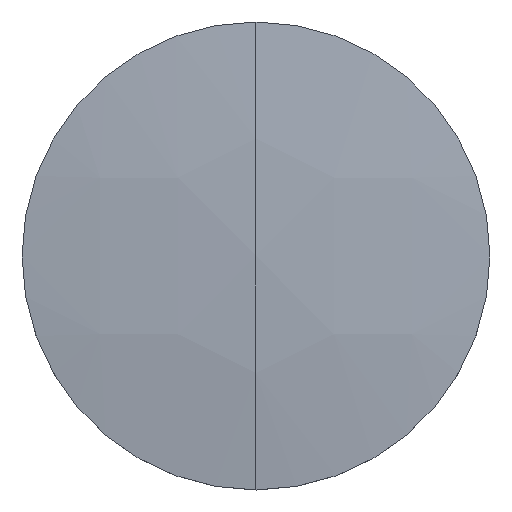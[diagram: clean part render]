
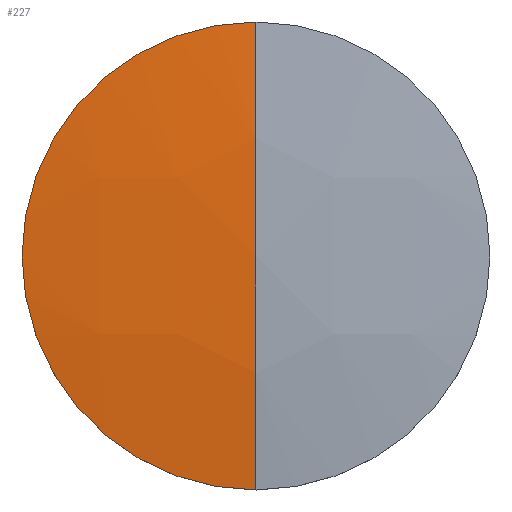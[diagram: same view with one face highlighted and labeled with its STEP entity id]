
A CAD part, top view. The second image highlights one B-rep face of the part: STEP entity #227.
In plain terms, the highlighted free-form (B-spline) face has degree [3, 3] with [4, 4] control points.
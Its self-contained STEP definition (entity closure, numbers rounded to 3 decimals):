
#6 = DIRECTION ( 'NONE',  ( 0., -1., 0. ) ) ;
#10 = CARTESIAN_POINT ( 'NONE',  ( 0., 19.277, 3.795 ) ) ;
#11 = CARTESIAN_POINT ( 'NONE',  ( 0., 6.459, 5.404 ) ) ;
#13 = CARTESIAN_POINT ( 'NONE',  ( 0., 19.05, 3.823 ) ) ;
#15 = CARTESIAN_POINT ( 'NONE',  ( -12.838, 6.459, 5.005 ) ) ;
#19 = AXIS2_PLACEMENT_3D ( 'NONE', #124, #46, #79 ) ;
#23 = CIRCLE ( 'NONE', #233, 154.8 ) ;
#29 = CARTESIAN_POINT ( 'NONE',  ( 0., 0., -149.8 ) ) ;
#34 = ORIENTED_EDGE ( 'NONE', *, *, #152, .F. ) ;
#46 = DIRECTION ( 'NONE',  ( 0., 0., -1. ) ) ;
#52 = EDGE_LOOP ( 'NONE', ( #34, #107, #231 ) ) ;
#69 =( BOUNDED_SURFACE ( )  B_SPLINE_SURFACE ( 3, 3, ( 
 ( #178, #247, #131, #284 ),
 ( #243, #268, #153, #174 ),
 ( #11, #224, #15, #87 ),
 ( #10, #132, #138, #286 ) ),
 .UNSPECIFIED., .F., .F., .F. ) 
 B_SPLINE_SURFACE_WITH_KNOTS ( ( 4, 4 ),
 ( 4, 4 ),
 ( 0., 1. ),
 ( 0., 1. ),
 .UNSPECIFIED. ) 
 GEOMETRIC_REPRESENTATION_ITEM ( )  RATIONAL_B_SPLINE_SURFACE ( (
 ( 1., 0.999, 0.999, 1.),
 ( 0.995, 0.994, 0.994, 0.995),
 ( 0.995, 0.994, 0.994, 0.995),
 ( 1., 0.999, 0.999, 1.) ) ) 
 REPRESENTATION_ITEM ( '' )  SURFACE ( )  );
#74 = EDGE_CURVE ( 'NONE', #223, #274, #254, .T. ) ;
#79 = DIRECTION ( 'NONE',  ( 1., 0., 0. ) ) ;
#80 = DIRECTION ( 'NONE',  ( 1., 0., 0. ) ) ;
#87 = CARTESIAN_POINT ( 'NONE',  ( -19.214, 6.459, 4.21 ) ) ;
#91 = CARTESIAN_POINT ( 'NONE',  ( 0., -19.05, 3.823 ) ) ;
#106 = DIRECTION ( 'NONE',  ( 0., 0., -1. ) ) ;
#107 = ORIENTED_EDGE ( 'NONE', *, *, #119, .T. ) ;
#119 = EDGE_CURVE ( 'NONE', #211, #274, #23, .T. ) ;
#124 = CARTESIAN_POINT ( 'NONE',  ( 0., 0., 3.823 ) ) ;
#128 = DIRECTION ( 'NONE',  ( -1., 0., 0. ) ) ;
#131 = CARTESIAN_POINT ( 'NONE',  ( -12.705, -19.277, 3.401 ) ) ;
#132 = CARTESIAN_POINT ( 'NONE',  ( -6.359, 19.277, 3.795 ) ) ;
#137 = CARTESIAN_POINT ( 'NONE',  ( -19.05, 0., 3.823 ) ) ;
#138 = CARTESIAN_POINT ( 'NONE',  ( -12.705, 19.277, 3.401 ) ) ;
#152 = EDGE_CURVE ( 'NONE', #211, #223, #294, .T. ) ;
#153 = CARTESIAN_POINT ( 'NONE',  ( -12.838, -6.459, 5.005 ) ) ;
#155 = FACE_OUTER_BOUND ( 'NONE', #52, .T. ) ;
#169 = CARTESIAN_POINT ( 'NONE',  ( 0., 0., 3.823 ) ) ;
#174 = CARTESIAN_POINT ( 'NONE',  ( -19.214, -6.459, 4.21 ) ) ;
#177 = AXIS2_PLACEMENT_3D ( 'NONE', #169, #106, #80 ) ;
#178 = CARTESIAN_POINT ( 'NONE',  ( 0., -19.277, 3.795 ) ) ;
#211 = VERTEX_POINT ( 'NONE', #91 ) ;
#223 = VERTEX_POINT ( 'NONE', #137 ) ;
#224 = CARTESIAN_POINT ( 'NONE',  ( -6.425, 6.459, 5.404 ) ) ;
#227 = ADVANCED_FACE ( 'NONE', ( #155 ), #69, .T. ) ;
#231 = ORIENTED_EDGE ( 'NONE', *, *, #74, .F. ) ;
#233 = AXIS2_PLACEMENT_3D ( 'NONE', #29, #128, #6 ) ;
#243 = CARTESIAN_POINT ( 'NONE',  ( 0., -6.459, 5.404 ) ) ;
#247 = CARTESIAN_POINT ( 'NONE',  ( -6.359, -19.277, 3.795 ) ) ;
#254 = CIRCLE ( 'NONE', #19, 19.05 ) ;
#268 = CARTESIAN_POINT ( 'NONE',  ( -6.425, -6.459, 5.404 ) ) ;
#274 = VERTEX_POINT ( 'NONE', #13 ) ;
#284 = CARTESIAN_POINT ( 'NONE',  ( -19.015, -19.277, 2.613 ) ) ;
#286 = CARTESIAN_POINT ( 'NONE',  ( -19.015, 19.277, 2.613 ) ) ;
#294 = CIRCLE ( 'NONE', #177, 19.05 ) ;
